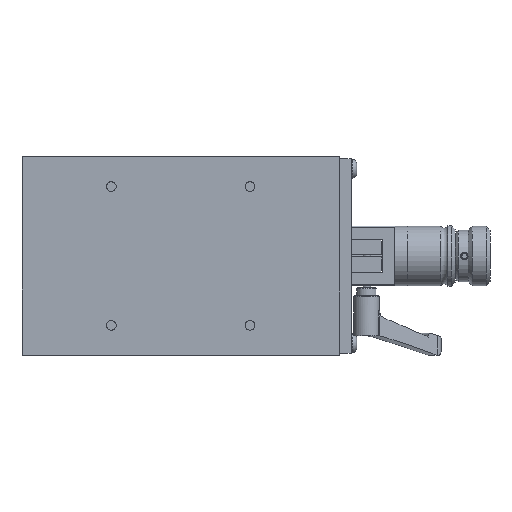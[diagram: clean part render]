
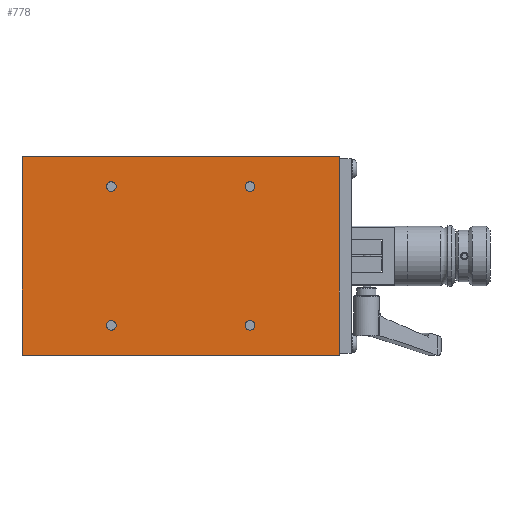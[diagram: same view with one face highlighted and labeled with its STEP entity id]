
A CAD part, top view. The second image highlights one B-rep face of the part: STEP entity #778.
In plain terms, the highlighted face is planar.
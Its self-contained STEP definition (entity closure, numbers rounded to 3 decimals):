
#778 = ADVANCED_FACE( '', ( #1576, #1577, #1578, #1579, #1580 ), #1581, .F. );
#1576 = FACE_BOUND( '', #2387, .T. );
#1577 = FACE_BOUND( '', #2388, .T. );
#1578 = FACE_BOUND( '', #2389, .T. );
#1579 = FACE_BOUND( '', #2390, .T. );
#1580 = FACE_OUTER_BOUND( '', #2391, .T. );
#1581 = PLANE( '', #2392 );
#2387 = EDGE_LOOP( '', ( #4014 ) );
#2388 = EDGE_LOOP( '', ( #4015 ) );
#2389 = EDGE_LOOP( '', ( #4016 ) );
#2390 = EDGE_LOOP( '', ( #4017 ) );
#2391 = EDGE_LOOP( '', ( #4018, #4019, #4020, #4021 ) );
#2392 = AXIS2_PLACEMENT_3D( '', #4022, #4023, #4024 );
#4014 = ORIENTED_EDGE( '', *, *, #4756, .T. );
#4015 = ORIENTED_EDGE( '', *, *, #4695, .T. );
#4016 = ORIENTED_EDGE( '', *, *, #4562, .T. );
#4017 = ORIENTED_EDGE( '', *, *, #4945, .T. );
#4018 = ORIENTED_EDGE( '', *, *, #4946, .T. );
#4019 = ORIENTED_EDGE( '', *, *, #4624, .F. );
#4020 = ORIENTED_EDGE( '', *, *, #4713, .F. );
#4021 = ORIENTED_EDGE( '', *, *, #4514, .T. );
#4022 = CARTESIAN_POINT( '', ( 160., 20., -50. ) );
#4023 = DIRECTION( '', ( 0., -1., 0. ) );
#4024 = DIRECTION( '', ( 0., 0., -1. ) );
#4514 = EDGE_CURVE( '', #5326, #5324, #5327, .T. );
#4562 = EDGE_CURVE( '', #5403, #5403, #5404, .T. );
#4624 = EDGE_CURVE( '', #5500, #5495, #5502, .T. );
#4695 = EDGE_CURVE( '', #5611, #5611, #5612, .T. );
#4713 = EDGE_CURVE( '', #5326, #5500, #5638, .T. );
#4756 = EDGE_CURVE( '', #5697, #5697, #5698, .T. );
#4945 = EDGE_CURVE( '', #5939, #5939, #5940, .T. );
#4946 = EDGE_CURVE( '', #5324, #5495, #5941, .T. );
#5324 = VERTEX_POINT( '', #6477 );
#5326 = VERTEX_POINT( '', #6480 );
#5327 = LINE( '', #6481, #6482 );
#5403 = VERTEX_POINT( '', #6638 );
#5404 = CIRCLE( '', #6639, 2.459 );
#5495 = VERTEX_POINT( '', #6846 );
#5500 = VERTEX_POINT( '', #6853 );
#5502 = LINE( '', #6856, #6857 );
#5611 = VERTEX_POINT( '', #6999 );
#5612 = CIRCLE( '', #7000, 2.459 );
#5638 = LINE( '', #7036, #7037 );
#5697 = VERTEX_POINT( '', #7113 );
#5698 = CIRCLE( '', #7114, 2.459 );
#5939 = VERTEX_POINT( '', #7477 );
#5940 = CIRCLE( '', #7478, 2.459 );
#5941 = LINE( '', #7479, #7480 );
#6477 = CARTESIAN_POINT( '', ( 0., 20., -50. ) );
#6480 = CARTESIAN_POINT( '', ( 160., 20., -50. ) );
#6481 = CARTESIAN_POINT( '', ( 160., 20., -50. ) );
#6482 = VECTOR( '', #7759, 1000. );
#6638 = CARTESIAN_POINT( '', ( 115., 20., -37.459 ) );
#6639 = AXIS2_PLACEMENT_3D( '', #7815, #7816, #7817 );
#6846 = CARTESIAN_POINT( '', ( 0., 20., 50. ) );
#6853 = CARTESIAN_POINT( '', ( 160., 20., 50. ) );
#6856 = CARTESIAN_POINT( '', ( 160., 20., 50. ) );
#6857 = VECTOR( '', #7867, 1000. );
#6999 = CARTESIAN_POINT( '', ( 115., 20., 32.542 ) );
#7000 = AXIS2_PLACEMENT_3D( '', #7952, #7953, #7954 );
#7036 = CARTESIAN_POINT( '', ( 160., 20., -50. ) );
#7037 = VECTOR( '', #7971, 1000. );
#7113 = CARTESIAN_POINT( '', ( 45., 20., -37.459 ) );
#7114 = AXIS2_PLACEMENT_3D( '', #8022, #8023, #8024 );
#7477 = CARTESIAN_POINT( '', ( 45., 20., 32.542 ) );
#7478 = AXIS2_PLACEMENT_3D( '', #8207, #8208, #8209 );
#7479 = CARTESIAN_POINT( '', ( 0., 20., -50. ) );
#7480 = VECTOR( '', #8210, 1000. );
#7759 = DIRECTION( '', ( -1., 0., 0. ) );
#7815 = CARTESIAN_POINT( '', ( 115., 20., -35. ) );
#7816 = DIRECTION( '', ( 0., -1., 0. ) );
#7817 = DIRECTION( '', ( 0., 0., -1. ) );
#7867 = DIRECTION( '', ( -1., 0., 0. ) );
#7952 = CARTESIAN_POINT( '', ( 115., 20., 35. ) );
#7953 = DIRECTION( '', ( 0., -1., 0. ) );
#7954 = DIRECTION( '', ( 0., 0., -1. ) );
#7971 = DIRECTION( '', ( 0., 0., 1. ) );
#8022 = CARTESIAN_POINT( '', ( 45., 20., -35. ) );
#8023 = DIRECTION( '', ( 0., -1., 0. ) );
#8024 = DIRECTION( '', ( 0., 0., -1. ) );
#8207 = CARTESIAN_POINT( '', ( 45., 20., 35. ) );
#8208 = DIRECTION( '', ( 0., -1., 0. ) );
#8209 = DIRECTION( '', ( 0., 0., -1. ) );
#8210 = DIRECTION( '', ( 0., 0., 1. ) );
